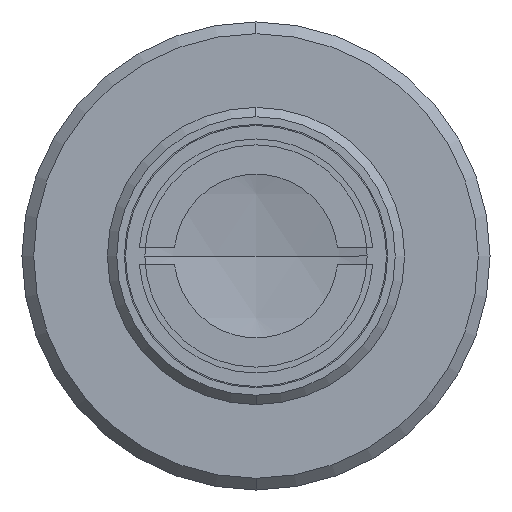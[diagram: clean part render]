
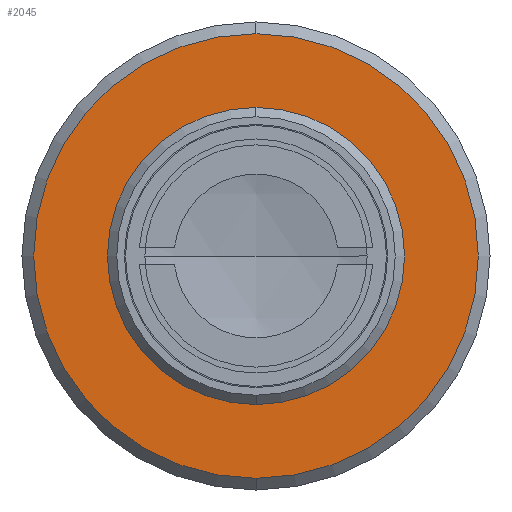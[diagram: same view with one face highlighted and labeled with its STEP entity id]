
A CAD part, left-side view. The second image highlights one B-rep face of the part: STEP entity #2045.
In plain terms, the highlighted planar face has unit normal (-1, 0, 0).
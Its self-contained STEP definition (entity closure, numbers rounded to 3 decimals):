
#137 = EDGE_LOOP ( 'NONE', ( #1645, #2741 ) ) ;
#202 = DIRECTION ( 'NONE',  ( 0., 0., 1. ) ) ;
#207 = CIRCLE ( 'NONE', #378, 12. ) ;
#261 = FACE_BOUND ( 'NONE', #706, .T. ) ;
#265 = DIRECTION ( 'NONE',  ( 0., 0., 1. ) ) ;
#339 = VERTEX_POINT ( 'NONE', #1546 ) ;
#378 = AXIS2_PLACEMENT_3D ( 'NONE', #747, #736, #518 ) ;
#504 = CARTESIAN_POINT ( 'NONE',  ( 17.52, 12., 0. ) ) ;
#518 = DIRECTION ( 'NONE',  ( 0., 0., -1. ) ) ;
#537 = CIRCLE ( 'NONE', #2833, 19. ) ;
#582 = AXIS2_PLACEMENT_3D ( 'NONE', #2742, #1229, #2526 ) ;
#667 = CARTESIAN_POINT ( 'NONE',  ( 17.52, 0., 0. ) ) ;
#706 = EDGE_LOOP ( 'NONE', ( #2631, #1850 ) ) ;
#736 = DIRECTION ( 'NONE',  ( 1., 0., 0. ) ) ;
#747 = CARTESIAN_POINT ( 'NONE',  ( 17.52, 0., 0. ) ) ;
#802 = FACE_OUTER_BOUND ( 'NONE', #137, .T. ) ;
#828 = VERTEX_POINT ( 'NONE', #901 ) ;
#848 = EDGE_CURVE ( 'NONE', #339, #1926, #537, .T. ) ;
#901 = CARTESIAN_POINT ( 'NONE',  ( 17.52, 0., -12. ) ) ;
#997 = EDGE_CURVE ( 'NONE', #828, #1623, #207, .T. ) ;
#1165 = CARTESIAN_POINT ( 'NONE',  ( 17.52, 0., 0. ) ) ;
#1227 = DIRECTION ( 'NONE',  ( 0., 0., 1. ) ) ;
#1229 = DIRECTION ( 'NONE',  ( 1., 0., 0. ) ) ;
#1329 = EDGE_CURVE ( 'NONE', #1623, #828, #1396, .T. ) ;
#1396 = CIRCLE ( 'NONE', #582, 12. ) ;
#1546 = CARTESIAN_POINT ( 'NONE',  ( 17.52, 0., -19. ) ) ;
#1623 = VERTEX_POINT ( 'NONE', #2517 ) ;
#1645 = ORIENTED_EDGE ( 'NONE', *, *, #848, .T. ) ;
#1698 = CIRCLE ( 'NONE', #2748, 19. ) ;
#1733 = DIRECTION ( 'NONE',  ( -1., 0., 0. ) ) ;
#1789 = DIRECTION ( 'NONE',  ( -1., 0., 0. ) ) ;
#1850 = ORIENTED_EDGE ( 'NONE', *, *, #1329, .T. ) ;
#1926 = VERTEX_POINT ( 'NONE', #2508 ) ;
#1955 = EDGE_CURVE ( 'NONE', #1926, #339, #1698, .T. ) ;
#2045 = ADVANCED_FACE ( 'NONE', ( #802, #261 ), #2677, .T. ) ;
#2105 = AXIS2_PLACEMENT_3D ( 'NONE', #504, #1789, #265 ) ;
#2508 = CARTESIAN_POINT ( 'NONE',  ( 17.52, 0., 19. ) ) ;
#2517 = CARTESIAN_POINT ( 'NONE',  ( 17.52, 0., 12. ) ) ;
#2526 = DIRECTION ( 'NONE',  ( 0., 0., -1. ) ) ;
#2631 = ORIENTED_EDGE ( 'NONE', *, *, #997, .T. ) ;
#2677 = PLANE ( 'NONE',  #2105 ) ;
#2740 = DIRECTION ( 'NONE',  ( -1., 0., 0. ) ) ;
#2741 = ORIENTED_EDGE ( 'NONE', *, *, #1955, .T. ) ;
#2742 = CARTESIAN_POINT ( 'NONE',  ( 17.52, 0., 0. ) ) ;
#2748 = AXIS2_PLACEMENT_3D ( 'NONE', #1165, #2740, #1227 ) ;
#2833 = AXIS2_PLACEMENT_3D ( 'NONE', #667, #1733, #202 ) ;
